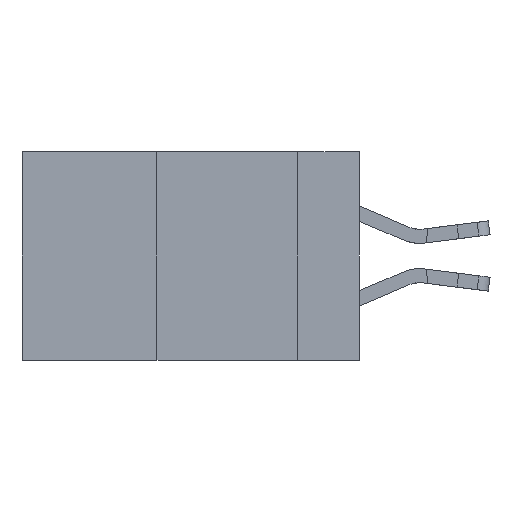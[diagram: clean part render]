
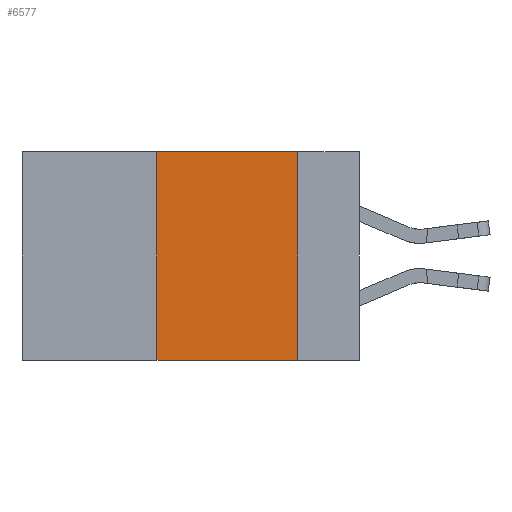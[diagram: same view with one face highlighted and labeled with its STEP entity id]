
A CAD part, left-side view. The second image highlights one B-rep face of the part: STEP entity #6577.
In plain terms, the highlighted planar face has unit normal (-1, 0, 0).
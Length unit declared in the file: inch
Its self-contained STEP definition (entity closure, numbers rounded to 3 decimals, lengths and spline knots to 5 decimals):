
#327 = VECTOR ( 'NONE', #12493, 39.37008 ) ;
#1693 = DIRECTION ( 'NONE',  ( 0., 0., 1. ) ) ;
#2155 = ORIENTED_EDGE ( 'NONE', *, *, #9349, .F. ) ;
#5048 = CARTESIAN_POINT ( 'NONE',  ( 0., 0.6, 0. ) ) ;
#5551 = VECTOR ( 'NONE', #20357, 39.37008 ) ;
#6577 = ADVANCED_FACE ( 'NONE', ( #31128 ), #14800, .F. ) ;
#7125 = LINE ( 'NONE', #27678, #5551 ) ;
#7538 = LINE ( 'NONE', #21027, #26504 ) ;
#8797 = CARTESIAN_POINT ( 'NONE',  ( 0., 0.11, 0. ) ) ;
#9045 = VERTEX_POINT ( 'NONE', #8797 ) ;
#9122 = VECTOR ( 'NONE', #1693, 39.37008 ) ;
#9349 = EDGE_CURVE ( 'NONE', #14140, #9045, #7125, .T. ) ;
#9543 = CARTESIAN_POINT ( 'NONE',  ( 0., 0.36, -0.37 ) ) ;
#9950 = AXIS2_PLACEMENT_3D ( 'NONE', #5048, #17303, #24735 ) ;
#10181 = ORIENTED_EDGE ( 'NONE', *, *, #15247, .T. ) ;
#10390 = CARTESIAN_POINT ( 'NONE',  ( 0., 0.11, 0. ) ) ;
#11167 = VERTEX_POINT ( 'NONE', #9543 ) ;
#12493 = DIRECTION ( 'NONE',  ( 0., 0., -1. ) ) ;
#14140 = VERTEX_POINT ( 'NONE', #18326 ) ;
#14643 = EDGE_CURVE ( 'NONE', #11167, #14140, #23447, .T. ) ;
#14800 = PLANE ( 'NONE',  #9950 ) ;
#15247 = EDGE_CURVE ( 'NONE', #11167, #17474, #7538, .T. ) ;
#15683 = CARTESIAN_POINT ( 'NONE',  ( 0., 0.11, -0.37 ) ) ;
#17303 = DIRECTION ( 'NONE',  ( 1., 0., 0. ) ) ;
#17474 = VERTEX_POINT ( 'NONE', #15683 ) ;
#17863 = EDGE_CURVE ( 'NONE', #9045, #17474, #20901, .T. ) ;
#18326 = CARTESIAN_POINT ( 'NONE',  ( 0., 0.36, 0. ) ) ;
#19760 = ORIENTED_EDGE ( 'NONE', *, *, #17863, .F. ) ;
#19873 = EDGE_LOOP ( 'NONE', ( #19760, #2155, #24697, #10181 ) ) ;
#20357 = DIRECTION ( 'NONE',  ( 0., -1., 0. ) ) ;
#20901 = LINE ( 'NONE', #10390, #327 ) ;
#21027 = CARTESIAN_POINT ( 'NONE',  ( 0., 0.6, -0.37 ) ) ;
#23447 = LINE ( 'NONE', #31427, #9122 ) ;
#24697 = ORIENTED_EDGE ( 'NONE', *, *, #14643, .F. ) ;
#24735 = DIRECTION ( 'NONE',  ( 0., 0., -1. ) ) ;
#25941 = DIRECTION ( 'NONE',  ( 0., -1., 0. ) ) ;
#26504 = VECTOR ( 'NONE', #25941, 39.37008 ) ;
#27678 = CARTESIAN_POINT ( 'NONE',  ( 0., 0.6, 0. ) ) ;
#31128 = FACE_OUTER_BOUND ( 'NONE', #19873, .T. ) ;
#31427 = CARTESIAN_POINT ( 'NONE',  ( 0., 0.36, 0. ) ) ;
